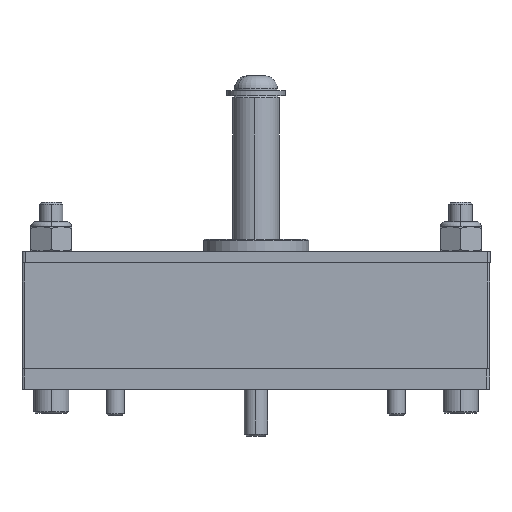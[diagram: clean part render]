
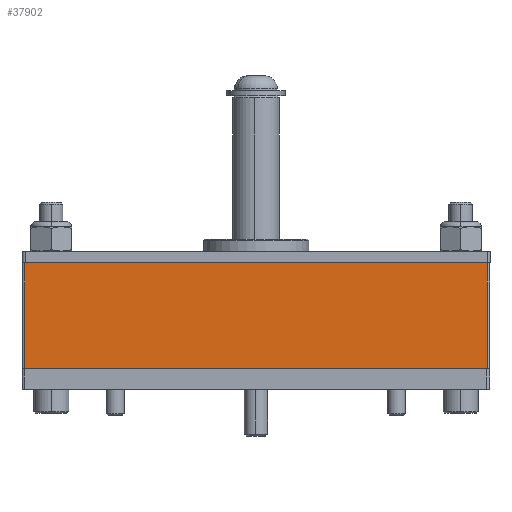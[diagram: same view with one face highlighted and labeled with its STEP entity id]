
A CAD part, front view. The second image highlights one B-rep face of the part: STEP entity #37902.
In plain terms, the highlighted face is planar.
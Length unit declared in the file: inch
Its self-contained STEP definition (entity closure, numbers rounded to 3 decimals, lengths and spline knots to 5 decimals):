
#211 = VECTOR ( 'NONE', #24120, 39.37008 ) ;
#590 = CARTESIAN_POINT ( 'NONE',  ( -0.282, 0.312, 0. ) ) ;
#1985 = ORIENTED_EDGE ( 'NONE', *, *, #3446, .T. ) ;
#2589 = PLANE ( 'NONE',  #28148 ) ;
#3446 = EDGE_CURVE ( 'NONE', #6176, #37961, #13973, .T. ) ;
#3712 = DIRECTION ( 'NONE',  ( -1., 0., 0. ) ) ;
#4159 = VERTEX_POINT ( 'NONE', #25922 ) ;
#5470 = CARTESIAN_POINT ( 'NONE',  ( 4.658, 0.312, 1.132 ) ) ;
#5676 = VECTOR ( 'NONE', #3712, 39.37008 ) ;
#6176 = VERTEX_POINT ( 'NONE', #30111 ) ;
#8499 = LINE ( 'NONE', #5470, #211 ) ;
#8994 = CARTESIAN_POINT ( 'NONE',  ( -0.282, 0.312, 0. ) ) ;
#9242 = DIRECTION ( 'NONE',  ( -1., 0., 0. ) ) ;
#11106 = VERTEX_POINT ( 'NONE', #35022 ) ;
#11318 = EDGE_CURVE ( 'NONE', #11106, #4159, #34284, .T. ) ;
#13973 = LINE ( 'NONE', #590, #5676 ) ;
#14169 = EDGE_CURVE ( 'NONE', #11106, #6176, #8499, .T. ) ;
#15122 = DIRECTION ( 'NONE',  ( 0., 0., -1. ) ) ;
#16333 = ORIENTED_EDGE ( 'NONE', *, *, #14169, .T. ) ;
#17639 = VECTOR ( 'NONE', #9242, 39.37008 ) ;
#21614 = CARTESIAN_POINT ( 'NONE',  ( -0.282, 0.312, 1.132 ) ) ;
#22798 = EDGE_LOOP ( 'NONE', ( #1985, #36307, #36269, #16333 ) ) ;
#24095 = LINE ( 'NONE', #31183, #39713 ) ;
#24120 = DIRECTION ( 'NONE',  ( 0., 0., -1. ) ) ;
#25922 = CARTESIAN_POINT ( 'NONE',  ( -0.282, 0.312, 1.132 ) ) ;
#28148 = AXIS2_PLACEMENT_3D ( 'NONE', #39923, #33843, #15122 ) ;
#30111 = CARTESIAN_POINT ( 'NONE',  ( 4.658, 0.312, 0. ) ) ;
#30850 = EDGE_CURVE ( 'NONE', #4159, #37961, #24095, .T. ) ;
#31183 = CARTESIAN_POINT ( 'NONE',  ( -0.282, 0.312, 1.132 ) ) ;
#32343 = FACE_OUTER_BOUND ( 'NONE', #22798, .T. ) ;
#33843 = DIRECTION ( 'NONE',  ( 0., -1., 0. ) ) ;
#34284 = LINE ( 'NONE', #21614, #17639 ) ;
#35022 = CARTESIAN_POINT ( 'NONE',  ( 4.658, 0.312, 1.132 ) ) ;
#36269 = ORIENTED_EDGE ( 'NONE', *, *, #11318, .F. ) ;
#36307 = ORIENTED_EDGE ( 'NONE', *, *, #30850, .F. ) ;
#37902 = ADVANCED_FACE ( 'NONE', ( #32343 ), #2589, .F. ) ;
#37961 = VERTEX_POINT ( 'NONE', #8994 ) ;
#39713 = VECTOR ( 'NONE', #40419, 39.37008 ) ;
#39923 = CARTESIAN_POINT ( 'NONE',  ( -0.282, 0.312, 1.132 ) ) ;
#40419 = DIRECTION ( 'NONE',  ( 0., 0., -1. ) ) ;
